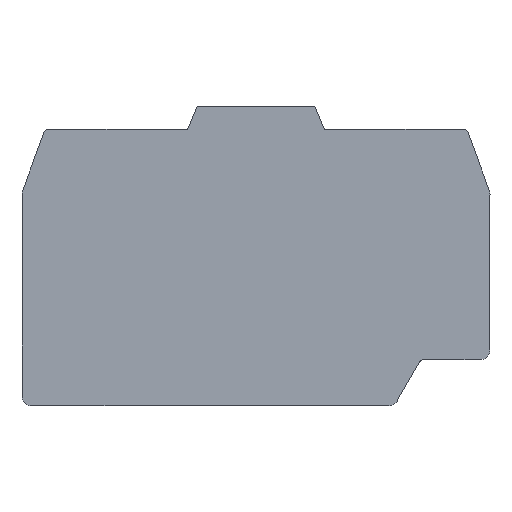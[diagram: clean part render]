
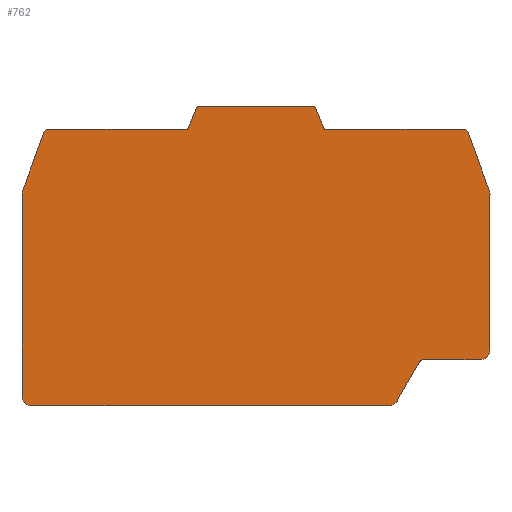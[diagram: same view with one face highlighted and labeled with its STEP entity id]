
A CAD part, top view. The second image highlights one B-rep face of the part: STEP entity #762.
In plain terms, the highlighted planar face has unit normal (0, 0, 1).
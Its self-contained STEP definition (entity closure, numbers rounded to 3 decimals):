
#170=DIRECTION('',(1.,0.,0.));
#171=VECTOR('',#170,23.531);
#172=CARTESIAN_POINT('',(173.963,294.603,1.5));
#173=LINE('',#172,#171);
#177=CARTESIAN_POINT('',(204.495,279.196,1.5));
#178=DIRECTION('',(0.,0.,1.));
#179=DIRECTION('',(1.,0.,0.));
#180=AXIS2_PLACEMENT_3D('',#177,#178,#179);
#185=DIRECTION('',(0.,1.,0.));
#186=VECTOR('',#185,54.093);
#187=CARTESIAN_POINT('',(205.995,225.103,1.5));
#188=LINE('',#187,#186);
#192=CARTESIAN_POINT('',(204.495,225.103,1.5));
#193=DIRECTION('',(0.,0.,1.));
#194=DIRECTION('',(0.,-1.,0.));
#195=AXIS2_PLACEMENT_3D('',#192,#193,#194);
#200=DIRECTION('',(1.,0.,0.));
#201=VECTOR('',#200,30.531);
#202=CARTESIAN_POINT('',(173.963,223.603,1.5));
#203=LINE('',#202,#201);
#207=CARTESIAN_POINT('',(173.963,225.603,1.5));
#208=DIRECTION('',(0.,0.,1.));
#209=DIRECTION('',(-0.342,-0.94,0.));
#210=AXIS2_PLACEMENT_3D('',#207,#208,#209);
#215=DIRECTION('',(0.94,-0.342,0.));
#216=VECTOR('',#215,9.18);
#217=CARTESIAN_POINT('',(164.653,226.864,1.5));
#218=LINE('',#217,#216);
#222=CARTESIAN_POINT('',(164.995,227.803,1.5));
#223=DIRECTION('',(0.,0.,1.));
#224=DIRECTION('',(-1.,0.,0.));
#225=AXIS2_PLACEMENT_3D('',#222,#223,#224);
#230=DIRECTION('',(0.,-1.,0.));
#231=VECTOR('',#230,20.9);
#232=CARTESIAN_POINT('',(163.995,248.703,1.5));
#233=LINE('',#232,#231);
#237=DIRECTION('',(0.921,-0.391,0.));
#238=VECTOR('',#237,3.802);
#239=CARTESIAN_POINT('',(160.495,250.189,1.5));
#240=LINE('',#239,#238);
#244=DIRECTION('',(0.,-1.,0.));
#245=VECTOR('',#244,17.829);
#246=CARTESIAN_POINT('',(160.495,268.017,1.5));
#247=LINE('',#246,#245);
#251=DIRECTION('',(-0.921,-0.391,0.));
#252=VECTOR('',#251,3.802);
#253=CARTESIAN_POINT('',(163.995,269.503,1.5));
#254=LINE('',#253,#252);
#258=DIRECTION('',(0.,-1.,0.));
#259=VECTOR('',#258,20.9);
#260=CARTESIAN_POINT('',(163.995,290.403,1.5));
#261=LINE('',#260,#259);
#265=CARTESIAN_POINT('',(164.995,290.403,1.5));
#266=DIRECTION('',(0.,0.,1.));
#267=DIRECTION('',(-0.342,0.94,0.));
#268=AXIS2_PLACEMENT_3D('',#265,#266,#267);
#273=DIRECTION('',(-0.94,-0.342,0.));
#274=VECTOR('',#273,9.18);
#275=CARTESIAN_POINT('',(173.279,294.482,1.5));
#276=LINE('',#275,#274);
#280=CARTESIAN_POINT('',(173.963,292.603,1.5));
#281=DIRECTION('',(0.,0.,1.));
#282=DIRECTION('',(0.,1.,0.));
#283=AXIS2_PLACEMENT_3D('',#280,#281,#282);
#288=CARTESIAN_POINT('',(197.495,293.103,1.5));
#289=DIRECTION('',(0.,0.,1.));
#290=DIRECTION('',(1.,0.,0.));
#291=AXIS2_PLACEMENT_3D('',#288,#289,#290);
#296=CARTESIAN_POINT('',(199.495,284.392,1.5));
#297=DIRECTION('',(0.,0.,-1.));
#298=DIRECTION('',(-0.5,-0.866,0.));
#299=AXIS2_PLACEMENT_3D('',#296,#297,#298);
#304=DIRECTION('',(-0.866,0.5,0.));
#305=VECTOR('',#304,6.928);
#306=CARTESIAN_POINT('',(205.245,280.495,1.5));
#307=LINE('',#306,#305);
#585=DIRECTION('',(0.,-1.,0.));
#586=VECTOR('',#585,8.711);
#587=CARTESIAN_POINT('',(198.995,293.103,1.5));
#588=LINE('',#587,#586);
#596=CARTESIAN_POINT('',(198.995,293.103,1.5));
#597=VERTEX_POINT('',#596);
#598=CARTESIAN_POINT('',(197.495,294.603,1.5));
#599=VERTEX_POINT('',#598);
#600=CARTESIAN_POINT('',(163.995,290.403,1.5));
#601=CARTESIAN_POINT('',(163.995,269.503,1.5));
#602=VERTEX_POINT('',#600);
#603=VERTEX_POINT('',#601);
#609=CARTESIAN_POINT('',(160.495,268.017,1.5));
#611=VERTEX_POINT('',#609);
#612=CARTESIAN_POINT('',(164.653,226.864,1.5));
#613=CARTESIAN_POINT('',(173.279,223.724,1.5));
#614=VERTEX_POINT('',#612);
#615=VERTEX_POINT('',#613);
#624=CARTESIAN_POINT('',(173.963,294.603,1.5));
#625=VERTEX_POINT('',#624);
#626=CARTESIAN_POINT('',(173.279,294.482,1.5));
#627=VERTEX_POINT('',#626);
#628=CARTESIAN_POINT('',(173.963,223.603,1.5));
#629=CARTESIAN_POINT('',(204.495,223.603,1.5));
#630=VERTEX_POINT('',#628);
#631=VERTEX_POINT('',#629);
#654=CARTESIAN_POINT('',(205.995,225.103,1.5));
#655=CARTESIAN_POINT('',(205.995,279.196,1.5));
#656=VERTEX_POINT('',#654);
#657=VERTEX_POINT('',#655);
#658=CARTESIAN_POINT('',(205.245,280.495,1.5));
#659=VERTEX_POINT('',#658);
#660=CARTESIAN_POINT('',(199.245,283.959,1.5));
#661=VERTEX_POINT('',#660);
#662=CARTESIAN_POINT('',(198.995,284.392,1.5));
#663=VERTEX_POINT('',#662);
#664=CARTESIAN_POINT('',(164.653,291.342,1.5));
#665=VERTEX_POINT('',#664);
#666=CARTESIAN_POINT('',(163.995,248.703,1.5));
#667=CARTESIAN_POINT('',(163.995,227.803,1.5));
#668=VERTEX_POINT('',#666);
#669=VERTEX_POINT('',#667);
#670=CARTESIAN_POINT('',(160.495,250.189,1.5));
#671=VERTEX_POINT('',#670);
#717=CARTESIAN_POINT('',(0.,0.,1.5));
#718=DIRECTION('',(0.,0.,1.));
#719=DIRECTION('',(1.,0.,0.));
#720=AXIS2_PLACEMENT_3D('',#717,#718,#719);
#721=PLANE('',#720);
#723=ORIENTED_EDGE('',*,*,#722,.F.);
#725=ORIENTED_EDGE('',*,*,#724,.F.);
#727=ORIENTED_EDGE('',*,*,#726,.F.);
#729=ORIENTED_EDGE('',*,*,#728,.F.);
#731=ORIENTED_EDGE('',*,*,#730,.F.);
#733=ORIENTED_EDGE('',*,*,#732,.F.);
#735=ORIENTED_EDGE('',*,*,#734,.F.);
#737=ORIENTED_EDGE('',*,*,#736,.F.);
#739=ORIENTED_EDGE('',*,*,#738,.F.);
#741=ORIENTED_EDGE('',*,*,#740,.F.);
#743=ORIENTED_EDGE('',*,*,#742,.F.);
#745=ORIENTED_EDGE('',*,*,#744,.F.);
#747=ORIENTED_EDGE('',*,*,#746,.F.);
#749=ORIENTED_EDGE('',*,*,#748,.F.);
#751=ORIENTED_EDGE('',*,*,#750,.F.);
#752=ORIENTED_EDGE('',*,*,#701,.T.);
#753=ORIENTED_EDGE('',*,*,#683,.F.);
#755=ORIENTED_EDGE('',*,*,#754,.T.);
#757=ORIENTED_EDGE('',*,*,#756,.F.);
#759=ORIENTED_EDGE('',*,*,#758,.F.);
#760=EDGE_LOOP('',(#723,#725,#727,#729,#731,#733,#735,#737,#739,#741,#743,#745,
#747,#749,#751,#752,#753,#755,#757,#759));
#761=FACE_OUTER_BOUND('',#760,.F.);
#181=CIRCLE('',#180,1.5);
#196=CIRCLE('',#195,1.5);
#211=CIRCLE('',#210,2.);
#226=CIRCLE('',#225,1.);
#269=CIRCLE('',#268,1.);
#284=CIRCLE('',#283,2.);
#292=CIRCLE('',#291,1.5);
#300=CIRCLE('',#299,0.5);
#683=EDGE_CURVE('',#597,#599,#292,.T.);
#701=EDGE_CURVE('',#625,#599,#173,.T.);
#722=EDGE_CURVE('',#657,#659,#181,.T.);
#724=EDGE_CURVE('',#656,#657,#188,.T.);
#726=EDGE_CURVE('',#631,#656,#196,.T.);
#728=EDGE_CURVE('',#630,#631,#203,.T.);
#730=EDGE_CURVE('',#615,#630,#211,.T.);
#732=EDGE_CURVE('',#614,#615,#218,.T.);
#734=EDGE_CURVE('',#669,#614,#226,.T.);
#736=EDGE_CURVE('',#668,#669,#233,.T.);
#738=EDGE_CURVE('',#671,#668,#240,.T.);
#740=EDGE_CURVE('',#611,#671,#247,.T.);
#742=EDGE_CURVE('',#603,#611,#254,.T.);
#744=EDGE_CURVE('',#602,#603,#261,.T.);
#746=EDGE_CURVE('',#665,#602,#269,.T.);
#748=EDGE_CURVE('',#627,#665,#276,.T.);
#750=EDGE_CURVE('',#625,#627,#284,.T.);
#754=EDGE_CURVE('',#597,#663,#588,.T.);
#756=EDGE_CURVE('',#661,#663,#300,.T.);
#758=EDGE_CURVE('',#659,#661,#307,.T.);
#762=ADVANCED_FACE('',(#761),#721,.T.);
